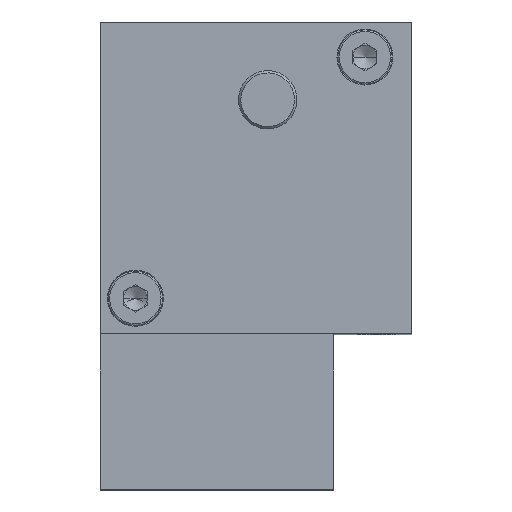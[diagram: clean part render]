
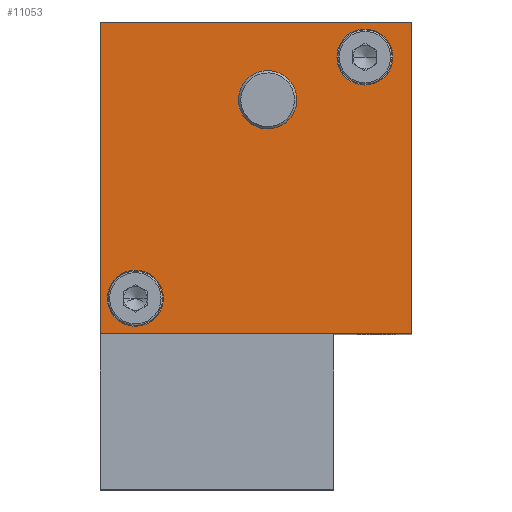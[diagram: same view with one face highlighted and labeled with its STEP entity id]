
A CAD part, top view. The second image highlights one B-rep face of the part: STEP entity #11053.
In plain terms, the highlighted planar face has unit normal (0, 0, 1).
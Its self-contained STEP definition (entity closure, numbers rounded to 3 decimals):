
#4 = CIRCLE ( 'NONE', #2633, 3.6 ) ;
#52 = CARTESIAN_POINT ( 'NONE',  ( 40., 40., 93. ) ) ;
#159 = EDGE_LOOP ( 'NONE', ( #1589, #7362 ) ) ;
#524 = EDGE_CURVE ( 'NONE', #6214, #8913, #4, .T. ) ;
#957 = DIRECTION ( 'NONE',  ( -1., 0., 0. ) ) ;
#1444 = DIRECTION ( 'NONE',  ( 0., 0., 1. ) ) ;
#1532 = VECTOR ( 'NONE', #8291, 1000. ) ;
#1589 = ORIENTED_EDGE ( 'NONE', *, *, #10632, .F. ) ;
#1624 = EDGE_CURVE ( 'NONE', #6620, #11677, #3219, .T. ) ;
#1744 = CARTESIAN_POINT ( 'NONE',  ( 40., 0., 93. ) ) ;
#1786 = DIRECTION ( 'NONE',  ( 0., -1., 0. ) ) ;
#1792 = EDGE_CURVE ( 'NONE', #3080, #8330, #14054, .T. ) ;
#1823 = VERTEX_POINT ( 'NONE', #11943 ) ;
#1828 = VECTOR ( 'NONE', #1786, 1000. ) ;
#2149 = FACE_BOUND ( 'NONE', #7407, .T. ) ;
#2168 = ORIENTED_EDGE ( 'NONE', *, *, #1792, .T. ) ;
#2212 = DIRECTION ( 'NONE',  ( 0., 0., 1. ) ) ;
#2633 = AXIS2_PLACEMENT_3D ( 'NONE', #10818, #4971, #7584 ) ;
#3080 = VERTEX_POINT ( 'NONE', #5317 ) ;
#3219 = LINE ( 'NONE', #1744, #1532 ) ;
#3554 = CARTESIAN_POINT ( 'NONE',  ( 8.1, 4.5, 93. ) ) ;
#4350 = FACE_BOUND ( 'NONE', #159, .T. ) ;
#4351 = DIRECTION ( 'NONE',  ( 1., 0., 0. ) ) ;
#4392 = EDGE_LOOP ( 'NONE', ( #6794, #2168, #7067, #12712 ) ) ;
#4708 = LINE ( 'NONE', #52, #10565 ) ;
#4788 = AXIS2_PLACEMENT_3D ( 'NONE', #11619, #5020, #12738 ) ;
#4837 = CARTESIAN_POINT ( 'NONE',  ( 40., 0., 93. ) ) ;
#4855 = CARTESIAN_POINT ( 'NONE',  ( 0., 0., 93. ) ) ;
#4971 = DIRECTION ( 'NONE',  ( 0., 0., 1. ) ) ;
#5020 = DIRECTION ( 'NONE',  ( 0., 0., 1. ) ) ;
#5317 = CARTESIAN_POINT ( 'NONE',  ( 40., 40., 93. ) ) ;
#5510 = VERTEX_POINT ( 'NONE', #3554 ) ;
#5513 = DIRECTION ( 'NONE',  ( 0., 1., 0. ) ) ;
#5543 = CARTESIAN_POINT ( 'NONE',  ( 30.4, 35.5, 93. ) ) ;
#6214 = VERTEX_POINT ( 'NONE', #10402 ) ;
#6538 = AXIS2_PLACEMENT_3D ( 'NONE', #7982, #1444, #9113 ) ;
#6620 = VERTEX_POINT ( 'NONE', #4855 ) ;
#6794 = ORIENTED_EDGE ( 'NONE', *, *, #8574, .T. ) ;
#7067 = ORIENTED_EDGE ( 'NONE', *, *, #11813, .T. ) ;
#7272 = CARTESIAN_POINT ( 'NONE',  ( 0., 40., 93. ) ) ;
#7362 = ORIENTED_EDGE ( 'NONE', *, *, #524, .F. ) ;
#7407 = EDGE_LOOP ( 'NONE', ( #10883, #12208 ) ) ;
#7495 = CARTESIAN_POINT ( 'NONE',  ( 40., 40., 93. ) ) ;
#7584 = DIRECTION ( 'NONE',  ( -1., 0., 0. ) ) ;
#7982 = CARTESIAN_POINT ( 'NONE',  ( 34., 35.5, 93. ) ) ;
#8291 = DIRECTION ( 'NONE',  ( 1., 0., 0. ) ) ;
#8330 = VERTEX_POINT ( 'NONE', #11749 ) ;
#8518 = CIRCLE ( 'NONE', #4788, 3.6 ) ;
#8540 = EDGE_CURVE ( 'NONE', #5510, #1823, #13833, .T. ) ;
#8574 = EDGE_CURVE ( 'NONE', #11677, #3080, #4708, .T. ) ;
#8794 = CARTESIAN_POINT ( 'NONE',  ( 4.5, 4.5, 93. ) ) ;
#8913 = VERTEX_POINT ( 'NONE', #5543 ) ;
#9113 = DIRECTION ( 'NONE',  ( -1., 0., 0. ) ) ;
#9535 = LINE ( 'NONE', #7272, #1828 ) ;
#9844 = PLANE ( 'NONE',  #11900 ) ;
#9883 = DIRECTION ( 'NONE',  ( -1., 0., 0. ) ) ;
#10402 = CARTESIAN_POINT ( 'NONE',  ( 37.6, 35.5, 93. ) ) ;
#10565 = VECTOR ( 'NONE', #5513, 1000. ) ;
#10632 = EDGE_CURVE ( 'NONE', #8913, #6214, #13514, .T. ) ;
#10809 = EDGE_CURVE ( 'NONE', #1823, #5510, #8518, .T. ) ;
#10818 = CARTESIAN_POINT ( 'NONE',  ( 34., 35.5, 93. ) ) ;
#10883 = ORIENTED_EDGE ( 'NONE', *, *, #10809, .F. ) ;
#10910 = CARTESIAN_POINT ( 'NONE',  ( 40., 0., 93. ) ) ;
#10965 = DIRECTION ( 'NONE',  ( 0., 0., -1. ) ) ;
#11053 = ADVANCED_FACE ( 'NONE', ( #4350, #2149, #13158 ), #9844, .F. ) ;
#11145 = VECTOR ( 'NONE', #957, 1000. ) ;
#11619 = CARTESIAN_POINT ( 'NONE',  ( 4.5, 4.5, 93. ) ) ;
#11677 = VERTEX_POINT ( 'NONE', #4837 ) ;
#11749 = CARTESIAN_POINT ( 'NONE',  ( 0., 40., 93. ) ) ;
#11813 = EDGE_CURVE ( 'NONE', #8330, #6620, #9535, .T. ) ;
#11900 = AXIS2_PLACEMENT_3D ( 'NONE', #10910, #10965, #4351 ) ;
#11943 = CARTESIAN_POINT ( 'NONE',  ( 0.9, 4.5, 93. ) ) ;
#12208 = ORIENTED_EDGE ( 'NONE', *, *, #8540, .F. ) ;
#12712 = ORIENTED_EDGE ( 'NONE', *, *, #1624, .T. ) ;
#12738 = DIRECTION ( 'NONE',  ( -1., 0., 0. ) ) ;
#13158 = FACE_OUTER_BOUND ( 'NONE', #4392, .T. ) ;
#13514 = CIRCLE ( 'NONE', #6538, 3.6 ) ;
#13785 = AXIS2_PLACEMENT_3D ( 'NONE', #8794, #2212, #9883 ) ;
#13833 = CIRCLE ( 'NONE', #13785, 3.6 ) ;
#14054 = LINE ( 'NONE', #7495, #11145 ) ;
